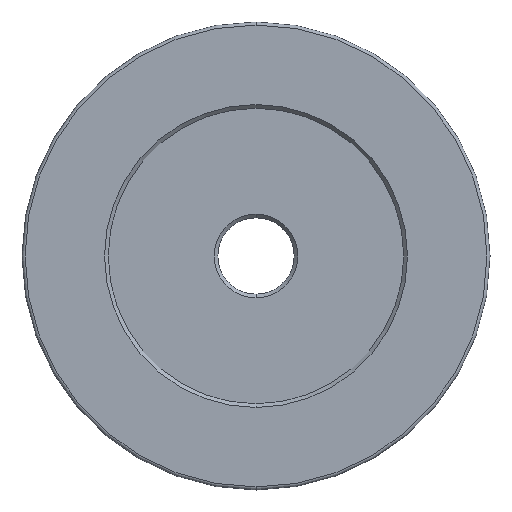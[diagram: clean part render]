
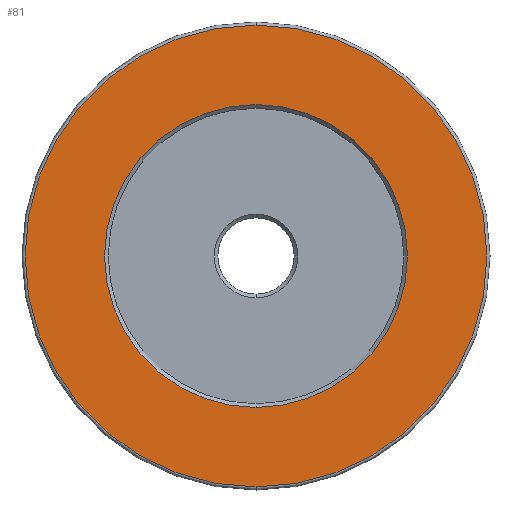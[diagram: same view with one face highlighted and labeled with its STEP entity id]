
A CAD part, front view. The second image highlights one B-rep face of the part: STEP entity #81.
In plain terms, the highlighted planar face has unit normal (0, -1, 0).
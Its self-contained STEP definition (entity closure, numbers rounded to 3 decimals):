
#6 = CARTESIAN_POINT ( 'NONE',  ( -7.547, -6.894, 38. ) ) ;
#8 = AXIS2_PLACEMENT_3D ( 'NONE', #80, #405, #69 ) ;
#17 = CARTESIAN_POINT ( 'NONE',  ( -7.547, -6.894, 19.25 ) ) ;
#37 = CIRCLE ( 'NONE', #414, 18.75 ) ;
#41 = CARTESIAN_POINT ( 'NONE',  ( -7.547, -6.894, 38. ) ) ;
#45 = FACE_BOUND ( 'NONE', #456, .T. ) ;
#69 = DIRECTION ( 'NONE',  ( 0., 0., 1. ) ) ;
#80 = CARTESIAN_POINT ( 'NONE',  ( -7.547, -6.894, 38. ) ) ;
#81 = ADVANCED_FACE ( 'NONE', ( #462, #45 ), #319, .F. ) ;
#97 = DIRECTION ( 'NONE',  ( 0., -1., 0. ) ) ;
#110 = EDGE_CURVE ( 'NONE', #509, #447, #239, .T. ) ;
#126 = CARTESIAN_POINT ( 'NONE',  ( -7.547, -6.894, 50.3 ) ) ;
#136 = DIRECTION ( 'NONE',  ( 0., 0., 1. ) ) ;
#139 = EDGE_CURVE ( 'NONE', #331, #274, #37, .T. ) ;
#171 = ORIENTED_EDGE ( 'NONE', *, *, #563, .T. ) ;
#179 = AXIS2_PLACEMENT_3D ( 'NONE', #604, #607, #136 ) ;
#183 = CARTESIAN_POINT ( 'NONE',  ( -7.547, -6.894, 38. ) ) ;
#190 = AXIS2_PLACEMENT_3D ( 'NONE', #6, #97, #225 ) ;
#223 = DIRECTION ( 'NONE',  ( 0., 1., 0. ) ) ;
#225 = DIRECTION ( 'NONE',  ( 0., 0., 1. ) ) ;
#237 = CARTESIAN_POINT ( 'NONE',  ( -7.547, -6.894, 56.75 ) ) ;
#239 = CIRCLE ( 'NONE', #336, 12.3 ) ;
#273 = DIRECTION ( 'NONE',  ( 0., 0., 1. ) ) ;
#274 = VERTEX_POINT ( 'NONE', #17 ) ;
#315 = ORIENTED_EDGE ( 'NONE', *, *, #499, .T. ) ;
#319 = PLANE ( 'NONE',  #179 ) ;
#320 = ORIENTED_EDGE ( 'NONE', *, *, #110, .T. ) ;
#331 = VERTEX_POINT ( 'NONE', #237 ) ;
#332 = DIRECTION ( 'NONE',  ( 0., -1., 0. ) ) ;
#336 = AXIS2_PLACEMENT_3D ( 'NONE', #183, #223, #367 ) ;
#367 = DIRECTION ( 'NONE',  ( 0., 0., 1. ) ) ;
#405 = DIRECTION ( 'NONE',  ( 0., 1., 0. ) ) ;
#414 = AXIS2_PLACEMENT_3D ( 'NONE', #41, #332, #273 ) ;
#447 = VERTEX_POINT ( 'NONE', #126 ) ;
#456 = EDGE_LOOP ( 'NONE', ( #320, #315 ) ) ;
#462 = FACE_OUTER_BOUND ( 'NONE', #518, .T. ) ;
#499 = EDGE_CURVE ( 'NONE', #447, #509, #535, .T. ) ;
#509 = VERTEX_POINT ( 'NONE', #593 ) ;
#518 = EDGE_LOOP ( 'NONE', ( #572, #171 ) ) ;
#535 = CIRCLE ( 'NONE', #8, 12.3 ) ;
#563 = EDGE_CURVE ( 'NONE', #274, #331, #608, .T. ) ;
#572 = ORIENTED_EDGE ( 'NONE', *, *, #139, .T. ) ;
#593 = CARTESIAN_POINT ( 'NONE',  ( -7.547, -6.894, 25.7 ) ) ;
#604 = CARTESIAN_POINT ( 'NONE',  ( -7.547, -6.894, 38. ) ) ;
#607 = DIRECTION ( 'NONE',  ( 0., 1., 0. ) ) ;
#608 = CIRCLE ( 'NONE', #190, 18.75 ) ;
